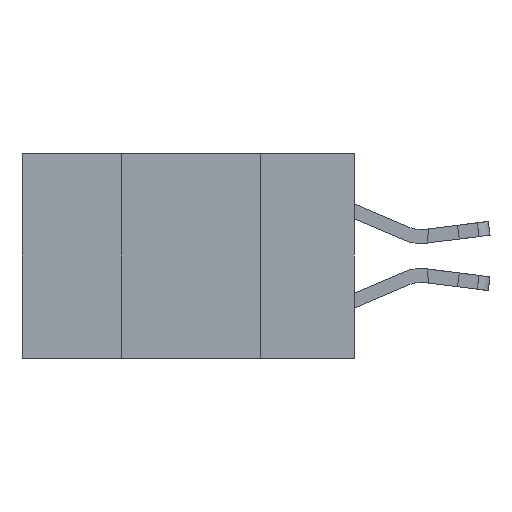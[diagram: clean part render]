
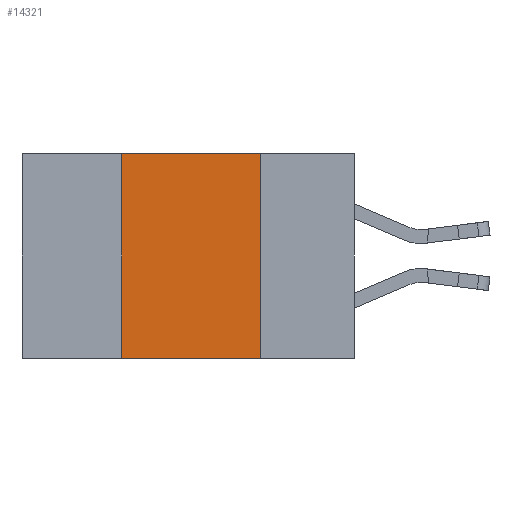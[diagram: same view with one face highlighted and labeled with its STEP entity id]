
A CAD part, left-side view. The second image highlights one B-rep face of the part: STEP entity #14321.
In plain terms, the highlighted planar face has unit normal (-1, 0, 0).
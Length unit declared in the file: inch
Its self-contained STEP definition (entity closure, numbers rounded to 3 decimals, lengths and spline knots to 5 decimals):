
#391 = ORIENTED_EDGE ( 'NONE', *, *, #4933, .F. ) ;
#607 = ORIENTED_EDGE ( 'NONE', *, *, #1744, .F. ) ;
#859 = LINE ( 'NONE', #2141, #6316 ) ;
#1030 = LINE ( 'NONE', #17537, #14741 ) ;
#1248 = VERTEX_POINT ( 'NONE', #16716 ) ;
#1254 = VECTOR ( 'NONE', #16879, 39.37008 ) ;
#1744 = EDGE_CURVE ( 'NONE', #12023, #9259, #17169, .T. ) ;
#2141 = CARTESIAN_POINT ( 'NONE',  ( 0., 0.6, 0. ) ) ;
#3404 = CARTESIAN_POINT ( 'NONE',  ( 0., 0.6, 0. ) ) ;
#3587 = VECTOR ( 'NONE', #4134, 39.37008 ) ;
#4134 = DIRECTION ( 'NONE',  ( 0., -1., 0. ) ) ;
#4657 = FACE_OUTER_BOUND ( 'NONE', #8561, .T. ) ;
#4933 = EDGE_CURVE ( 'NONE', #8969, #12023, #859, .T. ) ;
#5754 = ORIENTED_EDGE ( 'NONE', *, *, #9743, .F. ) ;
#6316 = VECTOR ( 'NONE', #12587, 39.37008 ) ;
#6592 = CARTESIAN_POINT ( 'NONE',  ( 0., 0.17, -0.37 ) ) ;
#6984 = EDGE_CURVE ( 'NONE', #1248, #9259, #7149, .T. ) ;
#7149 = LINE ( 'NONE', #15890, #3587 ) ;
#8561 = EDGE_LOOP ( 'NONE', ( #607, #391, #5754, #11003 ) ) ;
#8969 = VERTEX_POINT ( 'NONE', #13617 ) ;
#9147 = PLANE ( 'NONE',  #14506 ) ;
#9259 = VERTEX_POINT ( 'NONE', #14556 ) ;
#9743 = EDGE_CURVE ( 'NONE', #1248, #8969, #1030, .T. ) ;
#11003 = ORIENTED_EDGE ( 'NONE', *, *, #6984, .T. ) ;
#11789 = DIRECTION ( 'NONE',  ( 0., 0., 1. ) ) ;
#12023 = VERTEX_POINT ( 'NONE', #16900 ) ;
#12587 = DIRECTION ( 'NONE',  ( 0., -1., 0. ) ) ;
#13617 = CARTESIAN_POINT ( 'NONE',  ( 0., 0.42, 0. ) ) ;
#14321 = ADVANCED_FACE ( 'NONE', ( #4657 ), #9147, .F. ) ;
#14506 = AXIS2_PLACEMENT_3D ( 'NONE', #3404, #18142, #16700 ) ;
#14556 = CARTESIAN_POINT ( 'NONE',  ( 0., 0.17, -0.37 ) ) ;
#14741 = VECTOR ( 'NONE', #11789, 39.37008 ) ;
#15890 = CARTESIAN_POINT ( 'NONE',  ( 0., 0.6, -0.37 ) ) ;
#16700 = DIRECTION ( 'NONE',  ( 0., 0., -1. ) ) ;
#16716 = CARTESIAN_POINT ( 'NONE',  ( 0., 0.42, -0.37 ) ) ;
#16879 = DIRECTION ( 'NONE',  ( 0., 0., -1. ) ) ;
#16900 = CARTESIAN_POINT ( 'NONE',  ( 0., 0.17, 0. ) ) ;
#17169 = LINE ( 'NONE', #6592, #1254 ) ;
#17537 = CARTESIAN_POINT ( 'NONE',  ( 0., 0.42, -0.37 ) ) ;
#18142 = DIRECTION ( 'NONE',  ( 1., 0., 0. ) ) ;
